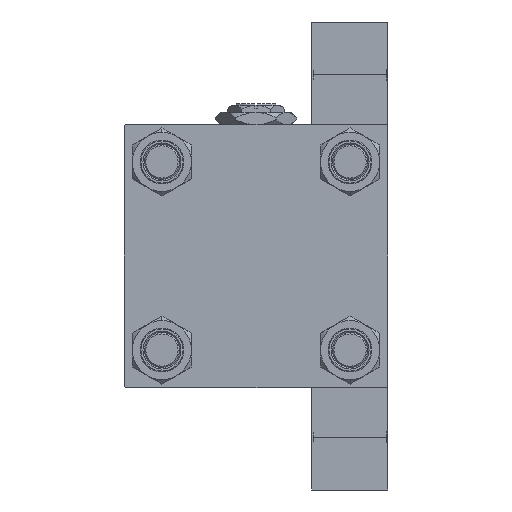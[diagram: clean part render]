
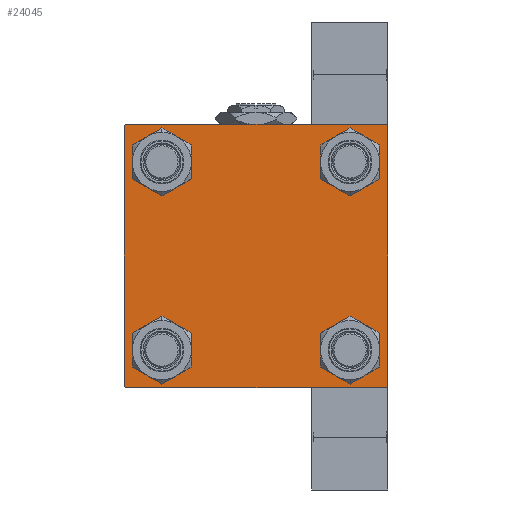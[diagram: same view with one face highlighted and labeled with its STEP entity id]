
A CAD part, left-side view. The second image highlights one B-rep face of the part: STEP entity #24045.
In plain terms, the highlighted planar face has unit normal (-1, 0, 0).
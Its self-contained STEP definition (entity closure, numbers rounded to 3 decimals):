
#238 = ORIENTED_EDGE ( 'NONE', *, *, #20585, .F. ) ;
#404 = VERTEX_POINT ( 'NONE', #41611 ) ;
#697 = VECTOR ( 'NONE', #7229, 1000. ) ;
#1173 = CARTESIAN_POINT ( 'NONE',  ( 0., -44.5, 45. ) ) ;
#1823 = LINE ( 'NONE', #25065, #31507 ) ;
#1956 = CIRCLE ( 'NONE', #11744, 6.5 ) ;
#2019 = AXIS2_PLACEMENT_3D ( 'NONE', #7416, #42164, #7668 ) ;
#2464 = DIRECTION ( 'NONE',  ( 1., 0., 0. ) ) ;
#3305 = DIRECTION ( 'NONE',  ( 0., 0., 1. ) ) ;
#3884 = ORIENTED_EDGE ( 'NONE', *, *, #7435, .F. ) ;
#4556 = VECTOR ( 'NONE', #21788, 1000. ) ;
#5631 = VECTOR ( 'NONE', #29531, 1000. ) ;
#6769 = EDGE_LOOP ( 'NONE', ( #48600, #19743 ) ) ;
#7012 = VECTOR ( 'NONE', #19014, 1000. ) ;
#7229 = DIRECTION ( 'NONE',  ( 0., 0., -1. ) ) ;
#7416 = CARTESIAN_POINT ( 'NONE',  ( 0., -32.15, 32.15 ) ) ;
#7435 = EDGE_CURVE ( 'NONE', #30496, #29717, #46382, .T. ) ;
#7668 = DIRECTION ( 'NONE',  ( 0., 0., 1. ) ) ;
#7807 = VERTEX_POINT ( 'NONE', #9189 ) ;
#8397 = DIRECTION ( 'NONE',  ( 0., 0., 1. ) ) ;
#9052 = EDGE_CURVE ( 'NONE', #13659, #18998, #10147, .T. ) ;
#9189 = CARTESIAN_POINT ( 'NONE',  ( 0., -32.15, 38.65 ) ) ;
#9438 = CARTESIAN_POINT ( 'NONE',  ( 0., -32.15, 25.65 ) ) ;
#9605 = CARTESIAN_POINT ( 'NONE',  ( 0., -32.15, -25.65 ) ) ;
#10147 = CIRCLE ( 'NONE', #34686, 6.5 ) ;
#10525 = LINE ( 'NONE', #26116, #4556 ) ;
#10630 = CARTESIAN_POINT ( 'NONE',  ( 0., 45., 45. ) ) ;
#10718 = FACE_OUTER_BOUND ( 'NONE', #20945, .T. ) ;
#10870 = EDGE_CURVE ( 'NONE', #30496, #33372, #10525, .T. ) ;
#11327 = DIRECTION ( 'NONE',  ( 0., 0., 1. ) ) ;
#11625 = ORIENTED_EDGE ( 'NONE', *, *, #18301, .T. ) ;
#11744 = AXIS2_PLACEMENT_3D ( 'NONE', #49445, #2464, #38467 ) ;
#12123 = EDGE_CURVE ( 'NONE', #38497, #29717, #1823, .T. ) ;
#12472 = VERTEX_POINT ( 'NONE', #31617 ) ;
#12648 = ORIENTED_EDGE ( 'NONE', *, *, #41156, .T. ) ;
#13508 = AXIS2_PLACEMENT_3D ( 'NONE', #22957, #35752, #8397 ) ;
#13659 = VERTEX_POINT ( 'NONE', #38873 ) ;
#14005 = EDGE_CURVE ( 'NONE', #14150, #404, #29005, .T. ) ;
#14150 = VERTEX_POINT ( 'NONE', #35503 ) ;
#14379 = ORIENTED_EDGE ( 'NONE', *, *, #12123, .T. ) ;
#14473 = CARTESIAN_POINT ( 'NONE',  ( 0., 32.15, 32.15 ) ) ;
#14597 = EDGE_CURVE ( 'NONE', #15378, #32267, #26426, .T. ) ;
#14687 = CARTESIAN_POINT ( 'NONE',  ( 0., 45., 44.5 ) ) ;
#15228 = DIRECTION ( 'NONE',  ( 0., -1., 0. ) ) ;
#15307 = FACE_BOUND ( 'NONE', #28517, .T. ) ;
#15378 = VERTEX_POINT ( 'NONE', #21095 ) ;
#16374 = EDGE_CURVE ( 'NONE', #42921, #47728, #40491, .T. ) ;
#17405 = DIRECTION ( 'NONE',  ( 0., 0.707, 0.707 ) ) ;
#17901 = FACE_BOUND ( 'NONE', #24100, .T. ) ;
#17973 = AXIS2_PLACEMENT_3D ( 'NONE', #34752, #46466, #3305 ) ;
#18301 = EDGE_CURVE ( 'NONE', #33372, #15378, #30718, .T. ) ;
#18559 = DIRECTION ( 'NONE',  ( 1., 0., 0. ) ) ;
#18998 = VERTEX_POINT ( 'NONE', #49994 ) ;
#19014 = DIRECTION ( 'NONE',  ( 0., -0.707, -0.707 ) ) ;
#19272 = EDGE_LOOP ( 'NONE', ( #46549, #22598 ) ) ;
#19303 = AXIS2_PLACEMENT_3D ( 'NONE', #26726, #18559, #38224 ) ;
#19743 = ORIENTED_EDGE ( 'NONE', *, *, #16374, .T. ) ;
#19848 = EDGE_CURVE ( 'NONE', #18998, #13659, #40613, .T. ) ;
#20585 = EDGE_CURVE ( 'NONE', #38497, #24453, #42729, .T. ) ;
#20945 = EDGE_LOOP ( 'NONE', ( #11625, #42529, #32980, #12648, #238, #14379, #3884, #33685 ) ) ;
#21095 = CARTESIAN_POINT ( 'NONE',  ( 0., 45., -44.5 ) ) ;
#21373 = CARTESIAN_POINT ( 'NONE',  ( 0., 45., -45. ) ) ;
#21579 = AXIS2_PLACEMENT_3D ( 'NONE', #34850, #32012, #11327 ) ;
#21769 = AXIS2_PLACEMENT_3D ( 'NONE', #29287, #25462, #21885 ) ;
#21788 = DIRECTION ( 'NONE',  ( 0., 0.707, -0.707 ) ) ;
#21885 = DIRECTION ( 'NONE',  ( 0., 0., 1. ) ) ;
#22598 = ORIENTED_EDGE ( 'NONE', *, *, #43754, .T. ) ;
#22651 = AXIS2_PLACEMENT_3D ( 'NONE', #32488, #38516, #42089 ) ;
#22888 = DIRECTION ( 'NONE',  ( 0., 0., 1. ) ) ;
#22957 = CARTESIAN_POINT ( 'NONE',  ( 0., 32.15, -32.15 ) ) ;
#24045 = ADVANCED_FACE ( 'NONE', ( #17901, #49541, #45966, #15307, #10718 ), #38308, .T. ) ;
#24100 = EDGE_LOOP ( 'NONE', ( #32114, #50060 ) ) ;
#24404 = CARTESIAN_POINT ( 'NONE',  ( 0., -45., 44.5 ) ) ;
#24453 = VERTEX_POINT ( 'NONE', #27772 ) ;
#24878 = CIRCLE ( 'NONE', #21769, 6.5 ) ;
#25065 = CARTESIAN_POINT ( 'NONE',  ( 0., -44.75, 44.75 ) ) ;
#25462 = DIRECTION ( 'NONE',  ( 1., 0., 0. ) ) ;
#26116 = CARTESIAN_POINT ( 'NONE',  ( 0., 44.75, 44.75 ) ) ;
#26426 = LINE ( 'NONE', #37442, #7012 ) ;
#26478 = DIRECTION ( 'NONE',  ( 1., 0., 0. ) ) ;
#26726 = CARTESIAN_POINT ( 'NONE',  ( 0., -32.15, -32.15 ) ) ;
#27293 = CIRCLE ( 'NONE', #21579, 6.5 ) ;
#27375 = DIRECTION ( 'NONE',  ( 0., -0.707, 0.707 ) ) ;
#27772 = CARTESIAN_POINT ( 'NONE',  ( 0., -45., -44.5 ) ) ;
#28517 = EDGE_LOOP ( 'NONE', ( #41709, #28780 ) ) ;
#28780 = ORIENTED_EDGE ( 'NONE', *, *, #9052, .T. ) ;
#29005 = CIRCLE ( 'NONE', #13508, 6.5 ) ;
#29287 = CARTESIAN_POINT ( 'NONE',  ( 0., 32.15, -32.15 ) ) ;
#29531 = DIRECTION ( 'NONE',  ( 0., -1., 0. ) ) ;
#29717 = VERTEX_POINT ( 'NONE', #1173 ) ;
#29780 = LINE ( 'NONE', #21373, #5631 ) ;
#30496 = VERTEX_POINT ( 'NONE', #50232 ) ;
#30718 = LINE ( 'NONE', #45791, #47886 ) ;
#31507 = VECTOR ( 'NONE', #17405, 1000. ) ;
#31617 = CARTESIAN_POINT ( 'NONE',  ( 0., -44.5, -45. ) ) ;
#32012 = DIRECTION ( 'NONE',  ( 1., 0., 0. ) ) ;
#32114 = ORIENTED_EDGE ( 'NONE', *, *, #42511, .T. ) ;
#32267 = VERTEX_POINT ( 'NONE', #49481 ) ;
#32488 = CARTESIAN_POINT ( 'NONE',  ( 0., 32.15, 32.15 ) ) ;
#32980 = ORIENTED_EDGE ( 'NONE', *, *, #45103, .T. ) ;
#33372 = VERTEX_POINT ( 'NONE', #14687 ) ;
#33685 = ORIENTED_EDGE ( 'NONE', *, *, #10870, .T. ) ;
#34686 = AXIS2_PLACEMENT_3D ( 'NONE', #14473, #26478, #22888 ) ;
#34752 = CARTESIAN_POINT ( 'NONE',  ( 0., 0., 0. ) ) ;
#34850 = CARTESIAN_POINT ( 'NONE',  ( 0., -32.15, 32.15 ) ) ;
#35503 = CARTESIAN_POINT ( 'NONE',  ( 0., 32.15, -25.65 ) ) ;
#35752 = DIRECTION ( 'NONE',  ( 1., 0., 0. ) ) ;
#36195 = EDGE_CURVE ( 'NONE', #47728, #42921, #1956, .T. ) ;
#36929 = VERTEX_POINT ( 'NONE', #9438 ) ;
#37442 = CARTESIAN_POINT ( 'NONE',  ( 0., 44.75, -44.75 ) ) ;
#37476 = EDGE_CURVE ( 'NONE', #36929, #7807, #27293, .T. ) ;
#38224 = DIRECTION ( 'NONE',  ( 0., 0., 1. ) ) ;
#38308 = PLANE ( 'NONE',  #17973 ) ;
#38467 = DIRECTION ( 'NONE',  ( 0., 0., 1. ) ) ;
#38497 = VERTEX_POINT ( 'NONE', #24404 ) ;
#38516 = DIRECTION ( 'NONE',  ( 1., 0., 0. ) ) ;
#38873 = CARTESIAN_POINT ( 'NONE',  ( 0., 32.15, 25.65 ) ) ;
#40491 = CIRCLE ( 'NONE', #19303, 6.5 ) ;
#40613 = CIRCLE ( 'NONE', #22651, 6.5 ) ;
#41156 = EDGE_CURVE ( 'NONE', #12472, #24453, #45518, .T. ) ;
#41611 = CARTESIAN_POINT ( 'NONE',  ( 0., 32.15, -38.65 ) ) ;
#41709 = ORIENTED_EDGE ( 'NONE', *, *, #19848, .T. ) ;
#42089 = DIRECTION ( 'NONE',  ( 0., 0., 1. ) ) ;
#42164 = DIRECTION ( 'NONE',  ( 1., 0., 0. ) ) ;
#42225 = CARTESIAN_POINT ( 'NONE',  ( 0., -45., 45. ) ) ;
#42476 = DIRECTION ( 'NONE',  ( 0., 0., -1. ) ) ;
#42511 = EDGE_CURVE ( 'NONE', #7807, #36929, #44409, .T. ) ;
#42529 = ORIENTED_EDGE ( 'NONE', *, *, #14597, .T. ) ;
#42729 = LINE ( 'NONE', #42225, #697 ) ;
#42921 = VERTEX_POINT ( 'NONE', #48180 ) ;
#43754 = EDGE_CURVE ( 'NONE', #404, #14150, #24878, .T. ) ;
#44409 = CIRCLE ( 'NONE', #2019, 6.5 ) ;
#45103 = EDGE_CURVE ( 'NONE', #32267, #12472, #29780, .T. ) ;
#45518 = LINE ( 'NONE', #46522, #46022 ) ;
#45791 = CARTESIAN_POINT ( 'NONE',  ( 0., 45., 45. ) ) ;
#45966 = FACE_BOUND ( 'NONE', #19272, .T. ) ;
#46022 = VECTOR ( 'NONE', #27375, 1000. ) ;
#46382 = LINE ( 'NONE', #10630, #48433 ) ;
#46466 = DIRECTION ( 'NONE',  ( -1., 0., 0. ) ) ;
#46522 = CARTESIAN_POINT ( 'NONE',  ( 0., -44.75, -44.75 ) ) ;
#46549 = ORIENTED_EDGE ( 'NONE', *, *, #14005, .T. ) ;
#47728 = VERTEX_POINT ( 'NONE', #9605 ) ;
#47886 = VECTOR ( 'NONE', #42476, 1000. ) ;
#48180 = CARTESIAN_POINT ( 'NONE',  ( 0., -32.15, -38.65 ) ) ;
#48433 = VECTOR ( 'NONE', #15228, 1000. ) ;
#48600 = ORIENTED_EDGE ( 'NONE', *, *, #36195, .T. ) ;
#49445 = CARTESIAN_POINT ( 'NONE',  ( 0., -32.15, -32.15 ) ) ;
#49481 = CARTESIAN_POINT ( 'NONE',  ( 0., 44.5, -45. ) ) ;
#49541 = FACE_BOUND ( 'NONE', #6769, .T. ) ;
#49994 = CARTESIAN_POINT ( 'NONE',  ( 0., 32.15, 38.65 ) ) ;
#50060 = ORIENTED_EDGE ( 'NONE', *, *, #37476, .T. ) ;
#50232 = CARTESIAN_POINT ( 'NONE',  ( 0., 44.5, 45. ) ) ;
